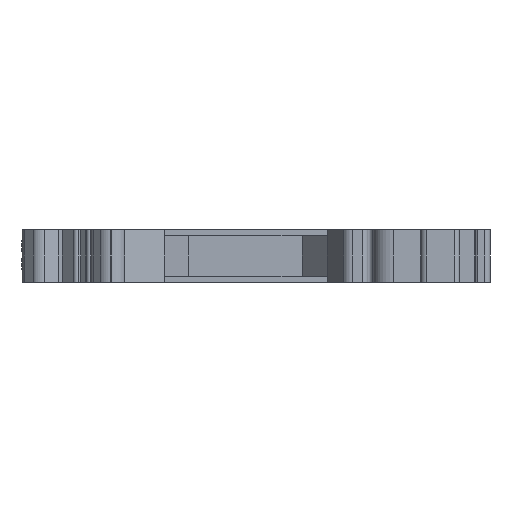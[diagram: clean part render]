
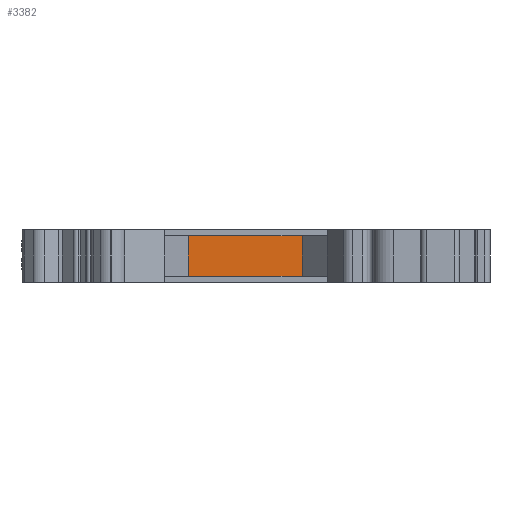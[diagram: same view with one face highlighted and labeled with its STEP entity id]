
A CAD part, left-side view. The second image highlights one B-rep face of the part: STEP entity #3382.
In plain terms, the highlighted planar face has unit normal (-1, 0, 0).
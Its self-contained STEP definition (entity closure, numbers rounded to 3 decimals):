
#703=DIRECTION('',(0.,1.,0.));
#704=VECTOR('',#703,11.177);
#705=CARTESIAN_POINT('',(-15.,12.268,-2.));
#706=LINE('',#705,#704);
#778=DIRECTION('',(0.,0.,1.));
#779=VECTOR('',#778,4.);
#780=CARTESIAN_POINT('',(-15.,12.268,-2.));
#781=LINE('',#780,#779);
#782=DIRECTION('',(0.,0.,1.));
#783=VECTOR('',#782,4.);
#784=CARTESIAN_POINT('',(-15.,23.446,-2.));
#785=LINE('',#784,#783);
#2116=DIRECTION('',(0.,1.,0.));
#2117=VECTOR('',#2116,11.177);
#2118=CARTESIAN_POINT('',(-15.,12.268,2.));
#2119=LINE('',#2118,#2117);
#2809=CARTESIAN_POINT('',(-15.,12.268,-2.));
#2810=CARTESIAN_POINT('',(-15.,23.446,-2.));
#2811=VERTEX_POINT('',#2809);
#2812=VERTEX_POINT('',#2810);
#2827=CARTESIAN_POINT('',(-15.,12.268,2.));
#2828=CARTESIAN_POINT('',(-15.,23.446,2.));
#2829=VERTEX_POINT('',#2827);
#2830=VERTEX_POINT('',#2828);
#3369=CARTESIAN_POINT('',(-15.,12.268,-2.));
#3370=DIRECTION('',(1.,0.,0.));
#3371=DIRECTION('',(0.,1.,0.));
#3372=AXIS2_PLACEMENT_3D('',#3369,#3370,#3371);
#3373=PLANE('',#3372);
#3374=ORIENTED_EDGE('',*,*,#3266,.T.);
#3376=ORIENTED_EDGE('',*,*,#3375,.T.);
#3378=ORIENTED_EDGE('',*,*,#3377,.F.);
#3379=ORIENTED_EDGE('',*,*,#3362,.F.);
#3380=EDGE_LOOP('',(#3374,#3376,#3378,#3379));
#3381=FACE_OUTER_BOUND('',#3380,.F.);
#3382=ADVANCED_FACE('',(#3381),#3373,.F.);
#3266=EDGE_CURVE('',#2811,#2812,#706,.T.);
#3362=EDGE_CURVE('',#2811,#2829,#781,.T.);
#3375=EDGE_CURVE('',#2812,#2830,#785,.T.);
#3377=EDGE_CURVE('',#2829,#2830,#2119,.T.);
